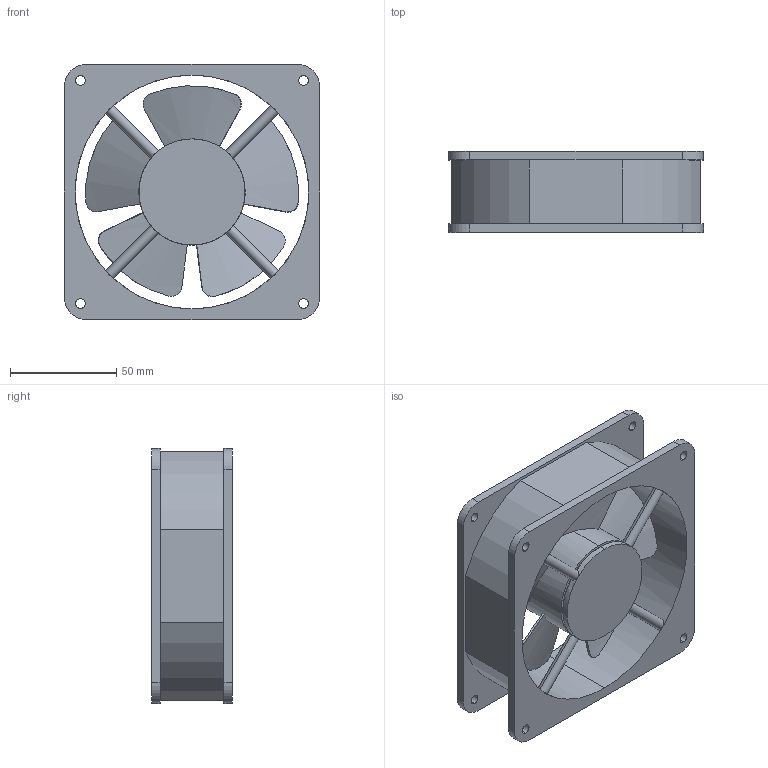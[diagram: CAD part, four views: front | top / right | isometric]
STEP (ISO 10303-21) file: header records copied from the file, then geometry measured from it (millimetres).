
FILE_DESCRIPTION (( 'STEP AP214' ), '1' );
FILE_NAME ('LC-SWFAN110-UL_LC_3D.step', '2023-06-23T21:33:43', ( '' ), ( '' ), 'SwSTEP 2.0', 'SolidWorks 2022', '' );
FILE_SCHEMA (( 'AUTOMOTIVE_DESIGN' ));
Length unit declared in the file: millimetre
Products named in the file (1): LC-SWFAN110-UL_LC_3D
Bounding box: 120 x 38 x 120 mm (x, y, z)
Volume: 184457.5 mm3; surface area: 66495.8 mm2
Topology: 1 solids, 1 shells, 122 faces, 346 edges, 220 vertices
Faces by surface type: cylinder 67, bspline 35, plane 20
Entity records: 13249 total; most frequent: CARTESIAN_POINT 10281, ORIENTED_EDGE 692, DIRECTION 488, EDGE_CURVE 346, VERTEX_POINT 220, AXIS2_PLACEMENT_3D 190, EDGE_LOOP 148, B_SPLINE_CURVE_WITH_KNOTS 136
